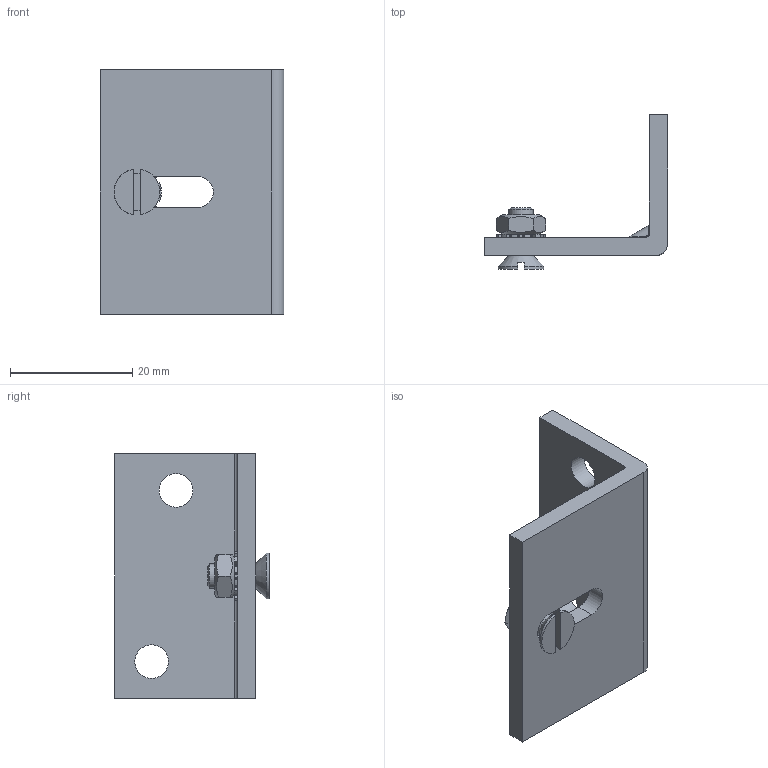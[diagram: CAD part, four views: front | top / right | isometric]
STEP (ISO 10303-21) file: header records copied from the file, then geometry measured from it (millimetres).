
FILE_DESCRIPTION(/* description */ (''),/* implementation_level */ '2;1');
FILE_NAME(/* name */ '2529.stp',/* time_stamp */ '2019-08-14T16:23:39+02:00',/* author */ ('MARC'),/* organization */ (''),/* preprocessor_version */ 'ST-DEVELOPER v17.2',/* originating_system */ 'Autodesk Inventor 2019',/* authorisation */ '');
FILE_SCHEMA (('AUTOMOTIVE_DESIGN { 1 0 10303 214 3 1 1 }'));
Products named in the file (5): 2529; 2528 equerre; DIN 963 - M4 x 10; 09012; DIN 555-5 - M4
Assembly tree (4 placements, depth 2):
  2529
    2528 equerre
    DIN 963 - M4 x 10
    09012
    DIN 555-5 - M4
Bounding box: 30 x 25.2 x 40 mm (x, y, z)
Volume: 5892.1 mm3; surface area: 4940.6 mm2
Topology: 4 solids, 4 shells, 188 faces, 518 edges, 343 vertices
Faces by surface type: plane 73, cylinder 63, bspline 44, cone 6, torus 2
Full cylindrical faces by diameter (mm): 3.242 x1, 4 x1, 4.1 x1, 5.5 x2
Entity records: 6613 total; most frequent: CARTESIAN_POINT 1803, ORIENTED_EDGE 1036, DIRECTION 873, EDGE_CURVE 518, VERTEX_POINT 343, AXIS2_PLACEMENT_3D 302, LINE 269, VECTOR 269
